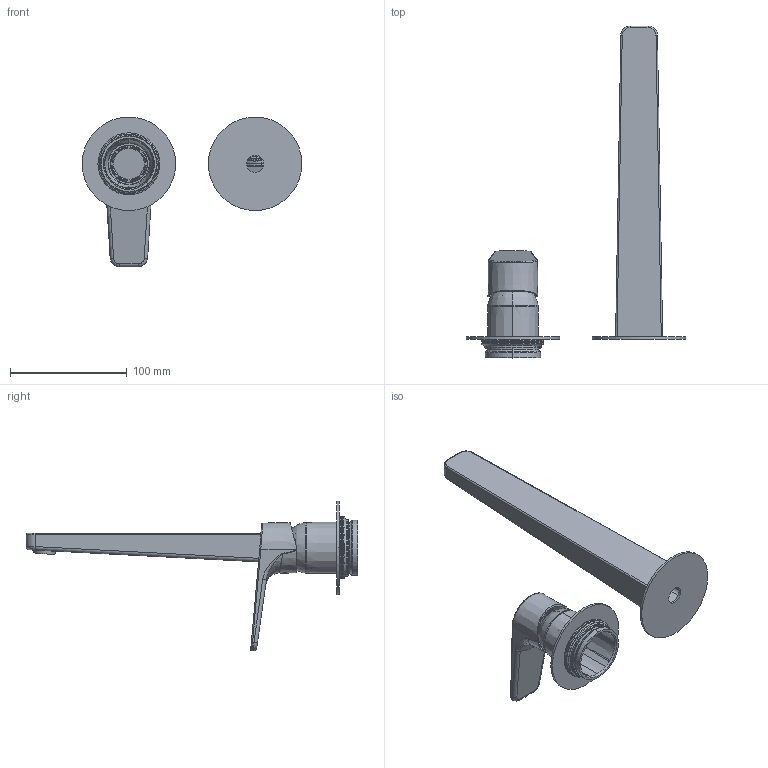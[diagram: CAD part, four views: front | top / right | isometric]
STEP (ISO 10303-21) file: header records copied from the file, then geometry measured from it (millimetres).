
FILE_DESCRIPTION(('CATIA V5 STEP Exchange','CAx-IF Rec.Pracs.--- Model Styling and Organization---1.5--- 2016-08-15','CAx-IF Rec.Pracs.---Supplemental Geometry---1.0---2011-11-01','CAx-IF Rec.Pracs.--- Composite Materials ---3.4---2017-06-13','CAx-IF Rec.Pracs.---Tessellated 3D Geometry---1.0---2015-12-17'),'2;1');
FILE_NAME('RK005511.stp','2023-05-25T12:17:09+00:00',('none'),('none'),'CATIA Version 5-6 Release 2020 SP2','CATIA V5 STEP AP242 v2','none');
FILE_SCHEMA(('AP242_MANAGED_MODEL_BASED_3D_ENGINEERING_MIM_LF {1 0 10303 442 1 1 4}'));
Length unit declared in the file: millimetre
Products named in the file (1): RK005511
Bounding box: 188 x 284 x 128.22 mm (x, y, z)
Volume: 34839.1 mm3; surface area: 82726.6 mm2
Topology: 6 solids, 71 shells, 436 faces, 1275 edges, 926 vertices
Faces by surface type: cylinder 103, cone 95, plane 87, torus 84, bspline 47, sphere 10, revolution 8, extrusion 2
Entity records: 18526 total; most frequent: CARTESIAN_POINT 8683, ORIENTED_EDGE 2222, EDGE_CURVE 1273, DIRECTION 1227, VERTEX_POINT 926, AXIS2_PLACEMENT_3D 697, B_SPLINE_CURVE_WITH_KNOTS 502, CIRCLE 475
